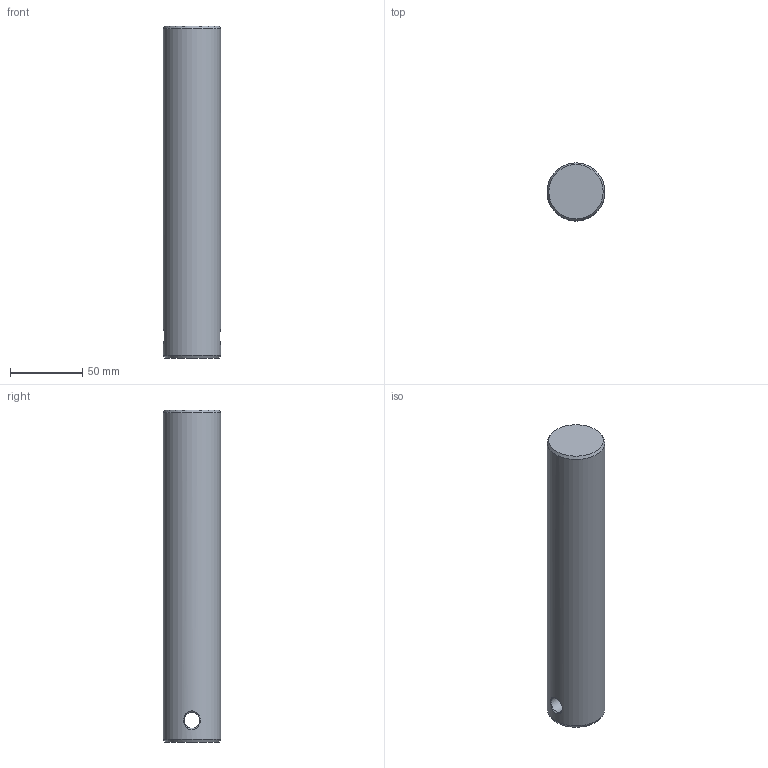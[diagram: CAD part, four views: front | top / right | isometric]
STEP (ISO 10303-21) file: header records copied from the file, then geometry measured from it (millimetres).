
FILE_DESCRIPTION(('STEP AP214'),'1');
FILE_NAME('rin.A.4.stp','2024-04-25T09:23:00',(' '),(' '),'Spatial InterOp 3D',' ',' ');
FILE_SCHEMA(('AUTOMOTIVE_DESIGN { 1 0 10303 214 1 1 1 1 }'));
Length unit declared in the file: millimetre
Products named in the file (1): Axe fut vérin
Bounding box: 40 x 40 x 230 mm (x, y, z)
Volume: 279791.3 mm3; surface area: 33484.7 mm2
Topology: 1 solids, 1 shells, 13 faces, 34 edges, 21 vertices
Faces by surface type: cone 6, cylinder 5, plane 2
Full cylindrical faces by diameter (mm): 11 x2, 14 x2, 40 x1
Entity records: 876 total; most frequent: CARTESIAN_POINT 373, DIRECTION 48, EDGE_LOOP 28, ORIENTED_EDGE 28, PROPERTY_DEFINITION_REPRESENTATION 24, GENERAL_PROPERTY_ASSOCIATION 24, PROPERTY_DEFINITION 24, REPRESENTATION 24
